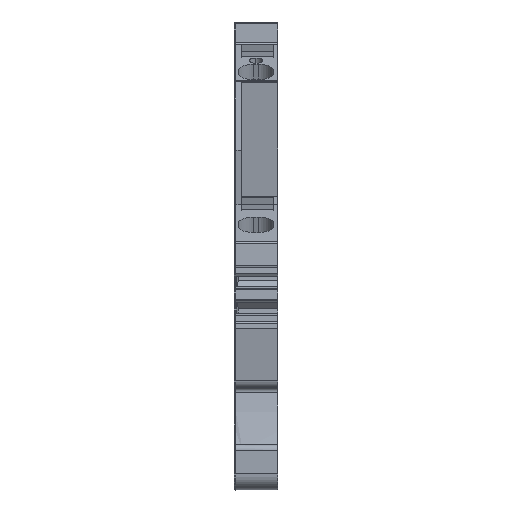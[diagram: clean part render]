
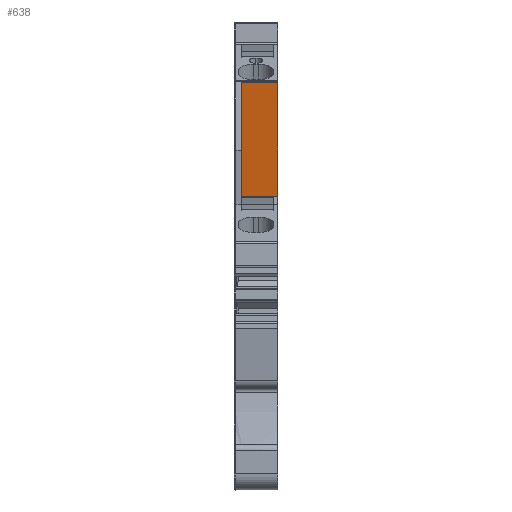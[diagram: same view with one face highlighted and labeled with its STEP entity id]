
A CAD part, front view. The second image highlights one B-rep face of the part: STEP entity #638.
In plain terms, the highlighted planar face has unit normal (0, -0.983, -0.182).
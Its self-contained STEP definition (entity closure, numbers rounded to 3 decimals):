
#618=AXIS2_PLACEMENT_3D('Plane Axis2P3D',#615,#616,#617) ;
#341=CARTESIAN_POINT('Vertex',(5.1,12.902,34.191)) ;
#344=CARTESIAN_POINT('Line Origine',(2.975,12.902,34.191)) ;
#348=CARTESIAN_POINT('Vertex',(0.85,12.902,34.191)) ;
#534=CARTESIAN_POINT('Line Origine',(0.85,11.675,40.826)) ;
#538=CARTESIAN_POINT('Vertex',(0.85,10.448,47.461)) ;
#615=CARTESIAN_POINT('Axis2P3D Location',(5.1,10.448,47.461)) ;
#620=CARTESIAN_POINT('Line Origine',(5.1,11.675,40.826)) ;
#624=CARTESIAN_POINT('Vertex',(5.1,10.448,47.461)) ;
#627=CARTESIAN_POINT('Line Origine',(2.975,10.448,47.461)) ;
#345=DIRECTION('Vector Direction',(-1.,0.,0.)) ;
#535=DIRECTION('Vector Direction',(0.,0.182,-0.983)) ;
#616=DIRECTION('Axis2P3D Direction',(0.,0.983,0.182)) ;
#617=DIRECTION('Axis2P3D XDirection',(0.,0.182,-0.983)) ;
#621=DIRECTION('Vector Direction',(0.,0.182,-0.983)) ;
#628=DIRECTION('Vector Direction',(-1.,0.,0.)) ;
#346=VECTOR('Line Direction',#345,1.) ;
#536=VECTOR('Line Direction',#535,1.) ;
#622=VECTOR('Line Direction',#621,1.) ;
#629=VECTOR('Line Direction',#628,1.) ;
#633=ORIENTED_EDGE('',*,*,#540,.T.) ;
#634=ORIENTED_EDGE('',*,*,#350,.F.) ;
#635=ORIENTED_EDGE('',*,*,#626,.F.) ;
#636=ORIENTED_EDGE('',*,*,#631,.T.) ;
#638=ADVANCED_FACE('KLTR_green',(#637),#619,.F.) ;
#350=EDGE_CURVE('',#342,#349,#347,.T.) ;
#540=EDGE_CURVE('',#539,#349,#537,.T.) ;
#626=EDGE_CURVE('',#625,#342,#623,.T.) ;
#631=EDGE_CURVE('',#625,#539,#630,.T.) ;
#632=EDGE_LOOP('',(#633,#634,#635,#636)) ;
#637=FACE_OUTER_BOUND('',#632,.T.) ;
#347=LINE('Line',#344,#346) ;
#537=LINE('Line',#534,#536) ;
#623=LINE('Line',#620,#622) ;
#630=LINE('Line',#627,#629) ;
#619=PLANE('',#618) ;
#342=VERTEX_POINT('',#341) ;
#349=VERTEX_POINT('',#348) ;
#539=VERTEX_POINT('',#538) ;
#625=VERTEX_POINT('',#624) ;
